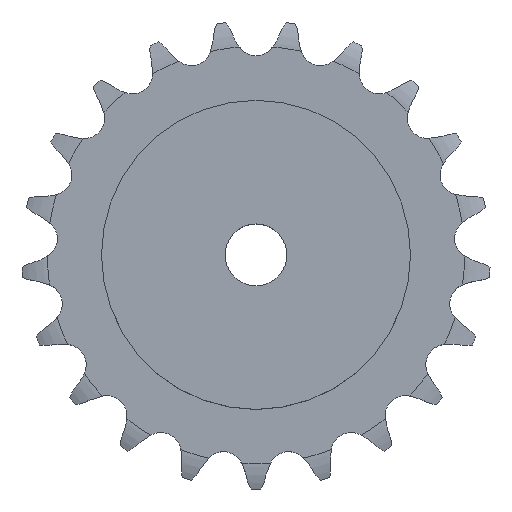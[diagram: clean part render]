
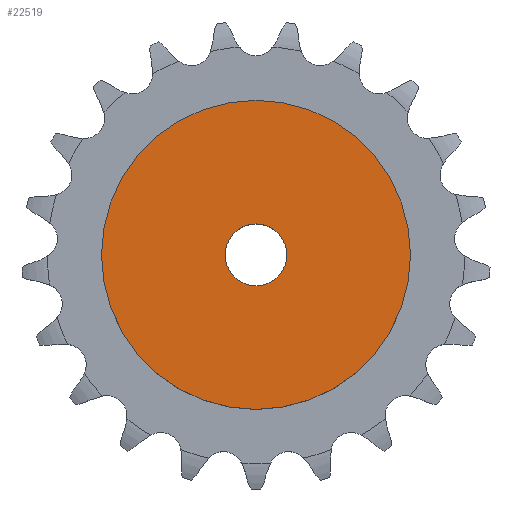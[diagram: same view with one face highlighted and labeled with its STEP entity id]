
A CAD part, top view. The second image highlights one B-rep face of the part: STEP entity #22519.
In plain terms, the highlighted planar face has unit normal (0, 0, 1).
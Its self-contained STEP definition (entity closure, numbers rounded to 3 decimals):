
#4121 = CYLINDRICAL_SURFACE('',#4122,30.);
#4122 = AXIS2_PLACEMENT_3D('',#4123,#4124,#4125);
#4123 = CARTESIAN_POINT('',(0.,0.,0.));
#4124 = DIRECTION('',(-0.,-0.,-1.));
#4125 = DIRECTION('',(1.,0.,0.));
#16958 = VERTEX_POINT('',#16959);
#16959 = CARTESIAN_POINT('',(30.,0.,20.));
#16980 = EDGE_CURVE('',#16958,#16958,#16981,.T.);
#16981 = SURFACE_CURVE('',#16982,(#16987,#16994),.PCURVE_S1.);
#16982 = CIRCLE('',#16983,30.);
#16983 = AXIS2_PLACEMENT_3D('',#16984,#16985,#16986);
#16984 = CARTESIAN_POINT('',(0.,0.,20.));
#16985 = DIRECTION('',(0.,0.,1.));
#16986 = DIRECTION('',(1.,0.,0.));
#16987 = PCURVE('',#4121,#16988);
#16988 = DEFINITIONAL_REPRESENTATION('',(#16989),#16993);
#16989 = LINE('',#16990,#16991);
#16990 = CARTESIAN_POINT('',(-0.,-20.));
#16991 = VECTOR('',#16992,1.);
#16992 = DIRECTION('',(-1.,0.));
#16993 = ( GEOMETRIC_REPRESENTATION_CONTEXT(2) 
PARAMETRIC_REPRESENTATION_CONTEXT() REPRESENTATION_CONTEXT('2D SPACE',''
  ) );
#16994 = PCURVE('',#16995,#17000);
#16995 = PLANE('',#16996);
#16996 = AXIS2_PLACEMENT_3D('',#16997,#16998,#16999);
#16997 = CARTESIAN_POINT('',(0.,0.,20.)
  );
#16998 = DIRECTION('',(0.,0.,1.));
#16999 = DIRECTION('',(1.,0.,0.));
#17000 = DEFINITIONAL_REPRESENTATION('',(#17001),#17005);
#17001 = CIRCLE('',#17002,30.);
#17002 = AXIS2_PLACEMENT_2D('',#17003,#17004);
#17003 = CARTESIAN_POINT('',(0.,0.));
#17004 = DIRECTION('',(1.,0.));
#17005 = ( GEOMETRIC_REPRESENTATION_CONTEXT(2) 
PARAMETRIC_REPRESENTATION_CONTEXT() REPRESENTATION_CONTEXT('2D SPACE',''
  ) );
#20208 = CYLINDRICAL_SURFACE('',#20209,6.);
#20209 = AXIS2_PLACEMENT_3D('',#20210,#20211,#20212);
#20210 = CARTESIAN_POINT('',(0.,0.,143.835));
#20211 = DIRECTION('',(0.,0.,1.));
#20212 = DIRECTION('',(1.,0.,0.));
#22519 = ADVANCED_FACE('',(#22520,#22523),#16995,.T.);
#22520 = FACE_BOUND('',#22521,.T.);
#22521 = EDGE_LOOP('',(#22522));
#22522 = ORIENTED_EDGE('',*,*,#16980,.T.);
#22523 = FACE_BOUND('',#22524,.T.);
#22524 = EDGE_LOOP('',(#22525));
#22525 = ORIENTED_EDGE('',*,*,#22526,.F.);
#22526 = EDGE_CURVE('',#22527,#22527,#22529,.T.);
#22527 = VERTEX_POINT('',#22528);
#22528 = CARTESIAN_POINT('',(6.,0.,20.));
#22529 = SURFACE_CURVE('',#22530,(#22535,#22542),.PCURVE_S1.);
#22530 = CIRCLE('',#22531,6.);
#22531 = AXIS2_PLACEMENT_3D('',#22532,#22533,#22534);
#22532 = CARTESIAN_POINT('',(0.,0.,20.));
#22533 = DIRECTION('',(0.,0.,1.));
#22534 = DIRECTION('',(1.,0.,0.));
#22535 = PCURVE('',#16995,#22536);
#22536 = DEFINITIONAL_REPRESENTATION('',(#22537),#22541);
#22537 = CIRCLE('',#22538,6.);
#22538 = AXIS2_PLACEMENT_2D('',#22539,#22540);
#22539 = CARTESIAN_POINT('',(0.,0.));
#22540 = DIRECTION('',(1.,0.));
#22541 = ( GEOMETRIC_REPRESENTATION_CONTEXT(2) 
PARAMETRIC_REPRESENTATION_CONTEXT() REPRESENTATION_CONTEXT('2D SPACE',''
  ) );
#22542 = PCURVE('',#20208,#22543);
#22543 = DEFINITIONAL_REPRESENTATION('',(#22544),#22548);
#22544 = LINE('',#22545,#22546);
#22545 = CARTESIAN_POINT('',(0.,-123.835));
#22546 = VECTOR('',#22547,1.);
#22547 = DIRECTION('',(1.,0.));
#22548 = ( GEOMETRIC_REPRESENTATION_CONTEXT(2) 
PARAMETRIC_REPRESENTATION_CONTEXT() REPRESENTATION_CONTEXT('2D SPACE',''
  ) );
